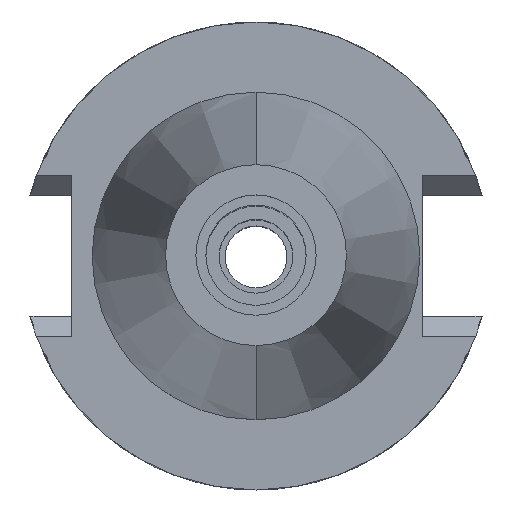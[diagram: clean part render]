
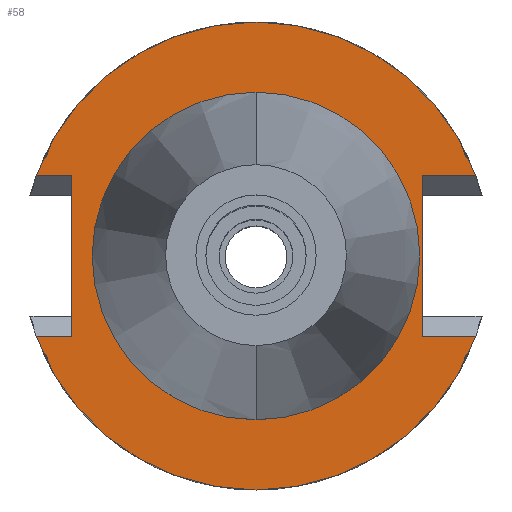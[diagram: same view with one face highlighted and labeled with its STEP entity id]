
A CAD part, top view. The second image highlights one B-rep face of the part: STEP entity #58.
In plain terms, the highlighted planar face has unit normal (0, 0, 1).
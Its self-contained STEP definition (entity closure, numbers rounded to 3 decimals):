
#17 = VERTEX_POINT ( 'NONE', #212 ) ;
#58 = ADVANCED_FACE ( 'NONE', ( #1532, #2328 ), #3356, .F. ) ;
#68 = LINE ( 'NONE', #581, #1953 ) ;
#140 = ORIENTED_EDGE ( 'NONE', *, *, #1585, .T. ) ;
#174 = VECTOR ( 'NONE', #1745, 1000. ) ;
#199 = DIRECTION ( 'NONE',  ( 0., 0., 1. ) ) ;
#212 = CARTESIAN_POINT ( 'NONE',  ( 0., -22.225, -1. ) ) ;
#221 = CIRCLE ( 'NONE', #2502, 31.75 ) ;
#239 = AXIS2_PLACEMENT_3D ( 'NONE', #974, #199, #736 ) ;
#299 = ORIENTED_EDGE ( 'NONE', *, *, #418, .F. ) ;
#304 = VERTEX_POINT ( 'NONE', #558 ) ;
#389 = EDGE_CURVE ( 'NONE', #1717, #2594, #3007, .T. ) ;
#391 = DIRECTION ( 'NONE',  ( 0., -1., 0. ) ) ;
#400 = DIRECTION ( 'NONE',  ( 0., 1., 0. ) ) ;
#418 = EDGE_CURVE ( 'NONE', #304, #567, #900, .T. ) ;
#425 = EDGE_LOOP ( 'NONE', ( #1501, #2123, #626, #850, #140, #2690, #887, #299 ) ) ;
#556 = AXIS2_PLACEMENT_3D ( 'NONE', #3097, #1828, #2609 ) ;
#558 = CARTESIAN_POINT ( 'NONE',  ( 22.57, 10.89, -1. ) ) ;
#567 = VERTEX_POINT ( 'NONE', #2534 ) ;
#581 = CARTESIAN_POINT ( 'NONE',  ( 22.57, 10.89, -1. ) ) ;
#626 = ORIENTED_EDGE ( 'NONE', *, *, #1246, .F. ) ;
#672 = EDGE_CURVE ( 'NONE', #2222, #2510, #2345, .T. ) ;
#705 = CARTESIAN_POINT ( 'NONE',  ( 0., 0., -1. ) ) ;
#736 = DIRECTION ( 'NONE',  ( 0., -1., 0. ) ) ;
#837 = EDGE_CURVE ( 'NONE', #1134, #3182, #221, .T. ) ;
#850 = ORIENTED_EDGE ( 'NONE', *, *, #389, .T. ) ;
#887 = ORIENTED_EDGE ( 'NONE', *, *, #3163, .F. ) ;
#900 = LINE ( 'NONE', #1933, #3005 ) ;
#906 = EDGE_CURVE ( 'NONE', #3223, #17, #2937, .T. ) ;
#974 = CARTESIAN_POINT ( 'NONE',  ( 0., 0., -1. ) ) ;
#1134 = VERTEX_POINT ( 'NONE', #1755 ) ;
#1151 = CARTESIAN_POINT ( 'NONE',  ( -29.824, 10.89, -1. ) ) ;
#1237 = CARTESIAN_POINT ( 'NONE',  ( -24.98, 10.89, -1. ) ) ;
#1246 = EDGE_CURVE ( 'NONE', #1717, #2222, #3360, .T. ) ;
#1497 = AXIS2_PLACEMENT_3D ( 'NONE', #1808, #2086, #1607 ) ;
#1501 = ORIENTED_EDGE ( 'NONE', *, *, #3177, .T. ) ;
#1513 = CARTESIAN_POINT ( 'NONE',  ( 29.824, 10.89, -1. ) ) ;
#1532 = FACE_OUTER_BOUND ( 'NONE', #425, .T. ) ;
#1557 = DIRECTION ( 'NONE',  ( 1., 0., 0. ) ) ;
#1569 = LINE ( 'NONE', #1833, #2739 ) ;
#1585 = EDGE_CURVE ( 'NONE', #2594, #3182, #1569, .T. ) ;
#1607 = DIRECTION ( 'NONE',  ( 0., 1., 0. ) ) ;
#1618 = CARTESIAN_POINT ( 'NONE',  ( 0., 22.225, -1. ) ) ;
#1708 = CIRCLE ( 'NONE', #239, 22.225 ) ;
#1717 = VERTEX_POINT ( 'NONE', #2956 ) ;
#1722 = ORIENTED_EDGE ( 'NONE', *, *, #1834, .F. ) ;
#1745 = DIRECTION ( 'NONE',  ( -1., 0., 0. ) ) ;
#1755 = CARTESIAN_POINT ( 'NONE',  ( 29.824, -10.89, -1. ) ) ;
#1808 = CARTESIAN_POINT ( 'NONE',  ( 0., 0., -1. ) ) ;
#1828 = DIRECTION ( 'NONE',  ( 0., 0., -1. ) ) ;
#1833 = CARTESIAN_POINT ( 'NONE',  ( -24.98, -10.89, -1. ) ) ;
#1834 = EDGE_CURVE ( 'NONE', #17, #3223, #1708, .T. ) ;
#1933 = CARTESIAN_POINT ( 'NONE',  ( 22.57, 10.89, -1. ) ) ;
#1953 = VECTOR ( 'NONE', #3176, 1000. ) ;
#2023 = CARTESIAN_POINT ( 'NONE',  ( -29.824, -10.89, -1. ) ) ;
#2086 = DIRECTION ( 'NONE',  ( 0., 0., -1. ) ) ;
#2096 = DIRECTION ( 'NONE',  ( -1., 0., 0. ) ) ;
#2123 = ORIENTED_EDGE ( 'NONE', *, *, #672, .F. ) ;
#2141 = EDGE_LOOP ( 'NONE', ( #3305, #1722 ) ) ;
#2222 = VERTEX_POINT ( 'NONE', #1151 ) ;
#2304 = CARTESIAN_POINT ( 'NONE',  ( -24.98, 10.89, -1. ) ) ;
#2328 = FACE_BOUND ( 'NONE', #2141, .T. ) ;
#2345 = CIRCLE ( 'NONE', #1497, 31.75 ) ;
#2450 = CARTESIAN_POINT ( 'NONE',  ( 0., 0., -1. ) ) ;
#2467 = DIRECTION ( 'NONE',  ( 0., 0., 1. ) ) ;
#2502 = AXIS2_PLACEMENT_3D ( 'NONE', #2450, #3300, #3001 ) ;
#2510 = VERTEX_POINT ( 'NONE', #1513 ) ;
#2534 = CARTESIAN_POINT ( 'NONE',  ( 22.57, -10.89, -1. ) ) ;
#2594 = VERTEX_POINT ( 'NONE', #2786 ) ;
#2609 = DIRECTION ( 'NONE',  ( 0., -1., 0. ) ) ;
#2648 = CARTESIAN_POINT ( 'NONE',  ( 22.57, -10.89, -1. ) ) ;
#2690 = ORIENTED_EDGE ( 'NONE', *, *, #837, .F. ) ;
#2739 = VECTOR ( 'NONE', #2096, 1000. ) ;
#2786 = CARTESIAN_POINT ( 'NONE',  ( -24.98, -10.89, -1. ) ) ;
#2841 = LINE ( 'NONE', #2648, #3369 ) ;
#2884 = AXIS2_PLACEMENT_3D ( 'NONE', #705, #2467, #400 ) ;
#2937 = CIRCLE ( 'NONE', #2884, 22.225 ) ;
#2956 = CARTESIAN_POINT ( 'NONE',  ( -24.98, 10.89, -1. ) ) ;
#2967 = DIRECTION ( 'NONE',  ( 0., -1., 0. ) ) ;
#3001 = DIRECTION ( 'NONE',  ( 0., -1., 0. ) ) ;
#3005 = VECTOR ( 'NONE', #2967, 1000. ) ;
#3007 = LINE ( 'NONE', #1237, #3228 ) ;
#3097 = CARTESIAN_POINT ( 'NONE',  ( 0., 0., -1. ) ) ;
#3163 = EDGE_CURVE ( 'NONE', #567, #1134, #2841, .T. ) ;
#3176 = DIRECTION ( 'NONE',  ( 1., 0., 0. ) ) ;
#3177 = EDGE_CURVE ( 'NONE', #304, #2510, #68, .T. ) ;
#3182 = VERTEX_POINT ( 'NONE', #2023 ) ;
#3223 = VERTEX_POINT ( 'NONE', #1618 ) ;
#3228 = VECTOR ( 'NONE', #391, 1000. ) ;
#3300 = DIRECTION ( 'NONE',  ( 0., 0., -1. ) ) ;
#3305 = ORIENTED_EDGE ( 'NONE', *, *, #906, .F. ) ;
#3356 = PLANE ( 'NONE',  #556 ) ;
#3360 = LINE ( 'NONE', #2304, #174 ) ;
#3369 = VECTOR ( 'NONE', #1557, 1000. ) ;
